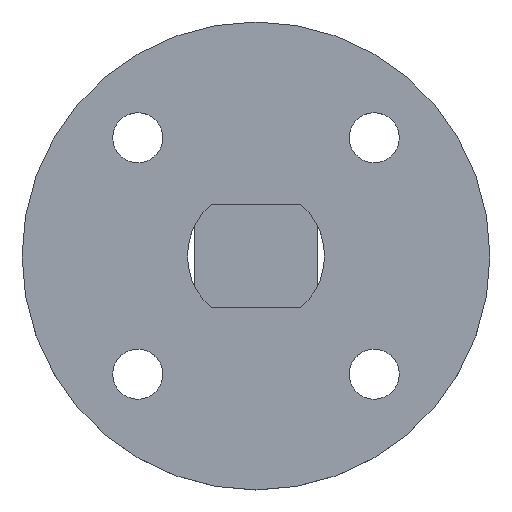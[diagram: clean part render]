
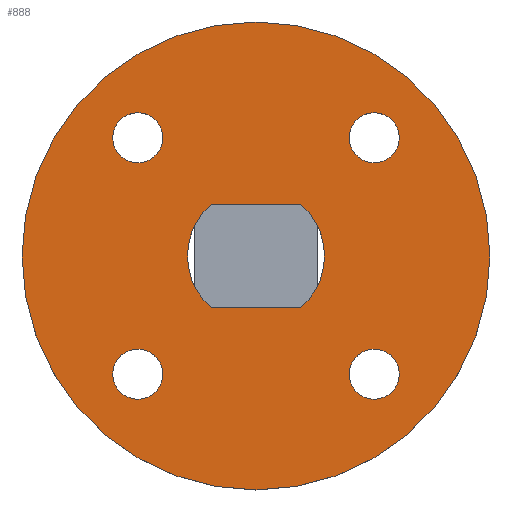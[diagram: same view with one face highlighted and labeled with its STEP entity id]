
A CAD part, top view. The second image highlights one B-rep face of the part: STEP entity #888.
In plain terms, the highlighted planar face has unit normal (0, 0, 1).
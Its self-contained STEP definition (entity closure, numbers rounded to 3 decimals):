
#39 = VERTEX_POINT ( 'NONE', #889 ) ;
#45 = CARTESIAN_POINT ( 'NONE',  ( 7.071, -7.071, 2. ) ) ;
#50 = VECTOR ( 'NONE', #291, 1000. ) ;
#60 = VERTEX_POINT ( 'NONE', #374 ) ;
#62 = DIRECTION ( 'NONE',  ( 0., 0., 1. ) ) ;
#63 = ORIENTED_EDGE ( 'NONE', *, *, #217, .T. ) ;
#67 = AXIS2_PLACEMENT_3D ( 'NONE', #1085, #668, #493 ) ;
#81 = VERTEX_POINT ( 'NONE', #555 ) ;
#82 = CIRCLE ( 'NONE', #1055, 4.1 ) ;
#94 = ORIENTED_EDGE ( 'NONE', *, *, #290, .F. ) ;
#95 = ORIENTED_EDGE ( 'NONE', *, *, #508, .F. ) ;
#118 = CARTESIAN_POINT ( 'NONE',  ( 7.071, 7.071, 2. ) ) ;
#121 = DIRECTION ( 'NONE',  ( 0., 0., 1. ) ) ;
#126 = CARTESIAN_POINT ( 'NONE',  ( -5.571, 7.071, 2. ) ) ;
#134 = EDGE_CURVE ( 'NONE', #1037, #60, #879, .T. ) ;
#161 = CARTESIAN_POINT ( 'NONE',  ( 0., 3.1, 2. ) ) ;
#180 = DIRECTION ( 'NONE',  ( 0., 0., 1. ) ) ;
#185 = EDGE_LOOP ( 'NONE', ( #63, #881, #433, #95, #417 ) ) ;
#192 = EDGE_CURVE ( 'NONE', #564, #942, #840, .T. ) ;
#194 = CARTESIAN_POINT ( 'NONE',  ( 5.571, -7.071, 2. ) ) ;
#217 = EDGE_CURVE ( 'NONE', #39, #682, #560, .T. ) ;
#221 = VERTEX_POINT ( 'NONE', #126 ) ;
#231 = CARTESIAN_POINT ( 'NONE',  ( -2.683, -3.1, 2. ) ) ;
#242 = DIRECTION ( 'NONE',  ( 0., 0., -1. ) ) ;
#244 = EDGE_LOOP ( 'NONE', ( #628, #697 ) ) ;
#250 = CIRCLE ( 'NONE', #636, 1.5 ) ;
#260 = DIRECTION ( 'NONE',  ( 1., 0., 0. ) ) ;
#265 = DIRECTION ( 'NONE',  ( 0., 0., 1. ) ) ;
#271 = CARTESIAN_POINT ( 'NONE',  ( 7.071, 7.071, 2. ) ) ;
#288 = CIRCLE ( 'NONE', #800, 1.5 ) ;
#290 = EDGE_CURVE ( 'NONE', #418, #941, #390, .T. ) ;
#291 = DIRECTION ( 'NONE',  ( -1., 0., 0. ) ) ;
#293 = DIRECTION ( 'NONE',  ( 1., 0., 0. ) ) ;
#296 = FACE_OUTER_BOUND ( 'NONE', #1068, .T. ) ;
#298 = CIRCLE ( 'NONE', #369, 1.5 ) ;
#318 = CARTESIAN_POINT ( 'NONE',  ( 0., 0., 2. ) ) ;
#334 = CARTESIAN_POINT ( 'NONE',  ( 8.571, 7.071, 2. ) ) ;
#343 = AXIS2_PLACEMENT_3D ( 'NONE', #440, #360, #707 ) ;
#347 = VERTEX_POINT ( 'NONE', #932 ) ;
#350 = CARTESIAN_POINT ( 'NONE',  ( 0., 0., 2. ) ) ;
#359 = AXIS2_PLACEMENT_3D ( 'NONE', #980, #908, #293 ) ;
#360 = DIRECTION ( 'NONE',  ( 0., 0., 1. ) ) ;
#363 = ORIENTED_EDGE ( 'NONE', *, *, #1034, .T. ) ;
#369 = AXIS2_PLACEMENT_3D ( 'NONE', #118, #805, #522 ) ;
#374 = CARTESIAN_POINT ( 'NONE',  ( -14., 0., 2. ) ) ;
#378 = CARTESIAN_POINT ( 'NONE',  ( 7.071, -7.071, 2. ) ) ;
#379 = DIRECTION ( 'NONE',  ( 0., 0., 1. ) ) ;
#390 = CIRCLE ( 'NONE', #1006, 1.5 ) ;
#411 = EDGE_LOOP ( 'NONE', ( #749, #859 ) ) ;
#417 = ORIENTED_EDGE ( 'NONE', *, *, #708, .T. ) ;
#418 = VERTEX_POINT ( 'NONE', #582 ) ;
#433 = ORIENTED_EDGE ( 'NONE', *, *, #955, .F. ) ;
#435 = ORIENTED_EDGE ( 'NONE', *, *, #542, .F. ) ;
#440 = CARTESIAN_POINT ( 'NONE',  ( 0., 0., 2. ) ) ;
#445 = ORIENTED_EDGE ( 'NONE', *, *, #134, .T. ) ;
#472 = FACE_BOUND ( 'NONE', #927, .T. ) ;
#473 = DIRECTION ( 'NONE',  ( 1., 0., 0. ) ) ;
#476 = CARTESIAN_POINT ( 'NONE',  ( 0., 0., 2. ) ) ;
#479 = CIRCLE ( 'NONE', #956, 1.5 ) ;
#483 = VERTEX_POINT ( 'NONE', #334 ) ;
#486 = EDGE_CURVE ( 'NONE', #960, #221, #479, .T. ) ;
#493 = DIRECTION ( 'NONE',  ( 1., 0., 0. ) ) ;
#506 = DIRECTION ( 'NONE',  ( -1., 0., 0. ) ) ;
#508 = EDGE_CURVE ( 'NONE', #81, #872, #939, .T. ) ;
#512 = DIRECTION ( 'NONE',  ( 0., 0., 1. ) ) ;
#514 = AXIS2_PLACEMENT_3D ( 'NONE', #922, #62, #473 ) ;
#522 = DIRECTION ( 'NONE',  ( 1., 0., 0. ) ) ;
#536 = AXIS2_PLACEMENT_3D ( 'NONE', #1075, #242, #991 ) ;
#542 = EDGE_CURVE ( 'NONE', #688, #483, #640, .T. ) ;
#555 = CARTESIAN_POINT ( 'NONE',  ( 2.683, 3.1, 2. ) ) ;
#559 = DIRECTION ( 'NONE',  ( 0., 0., 1. ) ) ;
#560 = LINE ( 'NONE', #1061, #50 ) ;
#562 = DIRECTION ( 'NONE',  ( 0., 0., 1. ) ) ;
#564 = VERTEX_POINT ( 'NONE', #711 ) ;
#577 = CARTESIAN_POINT ( 'NONE',  ( 5.571, 7.071, 2. ) ) ;
#582 = CARTESIAN_POINT ( 'NONE',  ( 8.571, -7.071, 2. ) ) ;
#592 = EDGE_CURVE ( 'NONE', #941, #418, #288, .T. ) ;
#623 = DIRECTION ( 'NONE',  ( 0., 0., 1. ) ) ;
#628 = ORIENTED_EDGE ( 'NONE', *, *, #486, .F. ) ;
#636 = AXIS2_PLACEMENT_3D ( 'NONE', #637, #623, #982 ) ;
#637 = CARTESIAN_POINT ( 'NONE',  ( -7.071, -7.071, 2. ) ) ;
#640 = CIRCLE ( 'NONE', #1011, 1.5 ) ;
#661 = PLANE ( 'NONE',  #750 ) ;
#662 = CARTESIAN_POINT ( 'NONE',  ( 14., 0., 2. ) ) ;
#668 = DIRECTION ( 'NONE',  ( 0., 0., 1. ) ) ;
#681 = CARTESIAN_POINT ( 'NONE',  ( -7.071, 7.071, 2. ) ) ;
#682 = VERTEX_POINT ( 'NONE', #231 ) ;
#685 = DIRECTION ( 'NONE',  ( 1., 0., 0. ) ) ;
#688 = VERTEX_POINT ( 'NONE', #577 ) ;
#697 = ORIENTED_EDGE ( 'NONE', *, *, #1087, .F. ) ;
#707 = DIRECTION ( 'NONE',  ( 1., 0., 0. ) ) ;
#708 = EDGE_CURVE ( 'NONE', #81, #39, #733, .T. ) ;
#711 = CARTESIAN_POINT ( 'NONE',  ( -5.571, -7.071, 2. ) ) ;
#725 = FACE_BOUND ( 'NONE', #411, .T. ) ;
#726 = CARTESIAN_POINT ( 'NONE',  ( -8.571, 7.071, 2. ) ) ;
#731 = DIRECTION ( 'NONE',  ( 1., 0., 0. ) ) ;
#733 = CIRCLE ( 'NONE', #536, 4.1 ) ;
#737 = VECTOR ( 'NONE', #506, 1000. ) ;
#743 = FACE_BOUND ( 'NONE', #930, .T. ) ;
#749 = ORIENTED_EDGE ( 'NONE', *, *, #798, .F. ) ;
#750 = AXIS2_PLACEMENT_3D ( 'NONE', #318, #562, #731 ) ;
#758 = EDGE_CURVE ( 'NONE', #347, #682, #817, .T. ) ;
#785 = DIRECTION ( 'NONE',  ( 1., 0., 0. ) ) ;
#798 = EDGE_CURVE ( 'NONE', #942, #564, #250, .T. ) ;
#800 = AXIS2_PLACEMENT_3D ( 'NONE', #378, #180, #785 ) ;
#805 = DIRECTION ( 'NONE',  ( 0., 0., 1. ) ) ;
#817 = CIRCLE ( 'NONE', #913, 4.1 ) ;
#840 = CIRCLE ( 'NONE', #359, 1.5 ) ;
#859 = ORIENTED_EDGE ( 'NONE', *, *, #192, .F. ) ;
#863 = DIRECTION ( 'NONE',  ( -1., 0., 0. ) ) ;
#865 = ORIENTED_EDGE ( 'NONE', *, *, #592, .F. ) ;
#872 = VERTEX_POINT ( 'NONE', #1014 ) ;
#879 = CIRCLE ( 'NONE', #343, 14. ) ;
#881 = ORIENTED_EDGE ( 'NONE', *, *, #758, .F. ) ;
#884 = CARTESIAN_POINT ( 'NONE',  ( -8.571, -7.071, 2. ) ) ;
#888 = ADVANCED_FACE ( 'NONE', ( #725, #1078, #296, #472, #743, #1084 ), #661, .T. ) ;
#889 = CARTESIAN_POINT ( 'NONE',  ( 2.683, -3.1, 2. ) ) ;
#900 = DIRECTION ( 'NONE',  ( -1., 0., 0. ) ) ;
#908 = DIRECTION ( 'NONE',  ( 0., 0., 1. ) ) ;
#913 = AXIS2_PLACEMENT_3D ( 'NONE', #476, #559, #900 ) ;
#922 = CARTESIAN_POINT ( 'NONE',  ( -7.071, 7.071, 2. ) ) ;
#927 = EDGE_LOOP ( 'NONE', ( #435, #1091 ) ) ;
#930 = EDGE_LOOP ( 'NONE', ( #865, #94 ) ) ;
#932 = CARTESIAN_POINT ( 'NONE',  ( -4.1, 0., 2. ) ) ;
#939 = LINE ( 'NONE', #161, #737 ) ;
#941 = VERTEX_POINT ( 'NONE', #194 ) ;
#942 = VERTEX_POINT ( 'NONE', #884 ) ;
#945 = EDGE_CURVE ( 'NONE', #483, #688, #298, .T. ) ;
#955 = EDGE_CURVE ( 'NONE', #872, #347, #82, .T. ) ;
#956 = AXIS2_PLACEMENT_3D ( 'NONE', #681, #512, #685 ) ;
#960 = VERTEX_POINT ( 'NONE', #726 ) ;
#980 = CARTESIAN_POINT ( 'NONE',  ( -7.071, -7.071, 2. ) ) ;
#982 = DIRECTION ( 'NONE',  ( 1., 0., 0. ) ) ;
#983 = DIRECTION ( 'NONE',  ( 1., 0., 0. ) ) ;
#991 = DIRECTION ( 'NONE',  ( -1., 0., 0. ) ) ;
#1004 = CIRCLE ( 'NONE', #67, 14. ) ;
#1006 = AXIS2_PLACEMENT_3D ( 'NONE', #45, #121, #983 ) ;
#1011 = AXIS2_PLACEMENT_3D ( 'NONE', #271, #265, #260 ) ;
#1014 = CARTESIAN_POINT ( 'NONE',  ( -2.683, 3.1, 2. ) ) ;
#1034 = EDGE_CURVE ( 'NONE', #60, #1037, #1004, .T. ) ;
#1037 = VERTEX_POINT ( 'NONE', #662 ) ;
#1055 = AXIS2_PLACEMENT_3D ( 'NONE', #350, #379, #863 ) ;
#1061 = CARTESIAN_POINT ( 'NONE',  ( 0., -3.1, 2. ) ) ;
#1068 = EDGE_LOOP ( 'NONE', ( #363, #445 ) ) ;
#1070 = CIRCLE ( 'NONE', #514, 1.5 ) ;
#1075 = CARTESIAN_POINT ( 'NONE',  ( 0., 0., 2. ) ) ;
#1078 = FACE_BOUND ( 'NONE', #244, .T. ) ;
#1084 = FACE_BOUND ( 'NONE', #185, .T. ) ;
#1085 = CARTESIAN_POINT ( 'NONE',  ( 0., 0., 2. ) ) ;
#1087 = EDGE_CURVE ( 'NONE', #221, #960, #1070, .T. ) ;
#1091 = ORIENTED_EDGE ( 'NONE', *, *, #945, .F. ) ;
